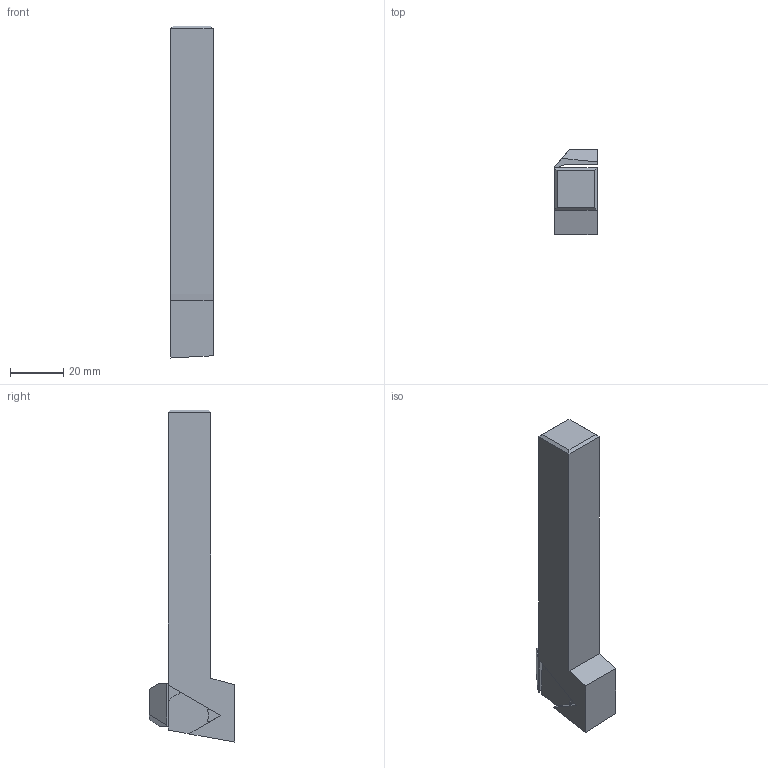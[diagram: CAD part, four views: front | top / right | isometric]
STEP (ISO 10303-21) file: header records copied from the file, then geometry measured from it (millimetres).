
FILE_DESCRIPTION (( 'STEP AP214' ), '1' );
FILE_NAME ('73500116.step', '2013-11-08T11:56:57', ( '' ), ( '' ), 'SwSTEP 2.0', 'SolidWorks 2013', '' );
FILE_SCHEMA (( 'AUTOMOTIVE_DESIGN' ));
Length unit declared in the file: millimetre
Products named in the file (1): 73500116
Bounding box: 16.1 x 32.1 x 124.99 mm (x, y, z)
Volume: 34933.6 mm3; surface area: 9699.3 mm2
Topology: 2 solids, 2 shells, 34 faces, 86 edges, 56 vertices
Faces by surface type: plane 29, cylinder 5
Entity records: 1053 total; most frequent: CARTESIAN_POINT 177, ORIENTED_EDGE 172, DIRECTION 166, EDGE_CURVE 86, LINE 76, VECTOR 76, VERTEX_POINT 56, AXIS2_PLACEMENT_3D 45
